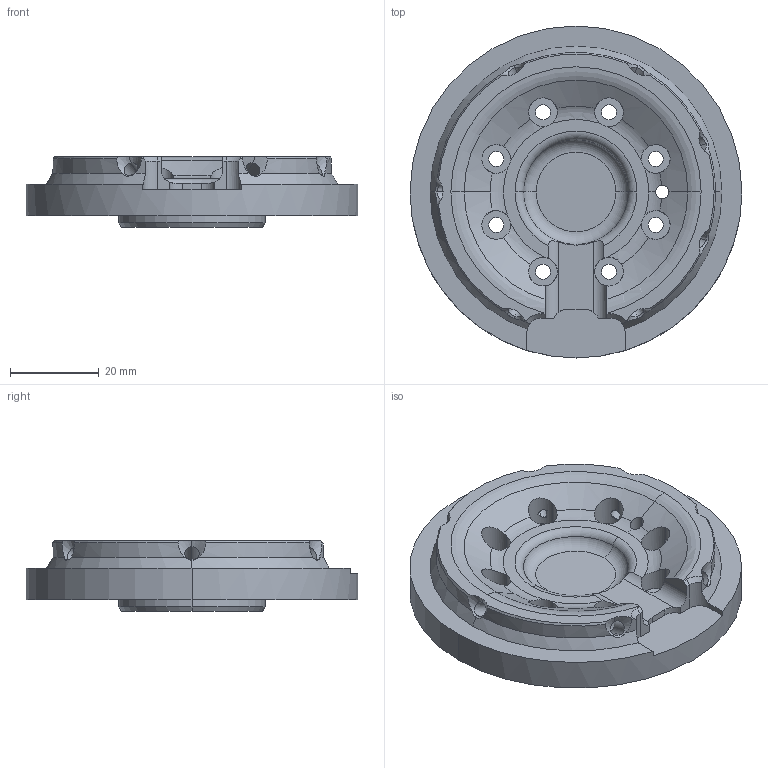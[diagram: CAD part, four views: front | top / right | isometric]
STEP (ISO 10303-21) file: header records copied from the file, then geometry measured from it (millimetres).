
FILE_DESCRIPTION (( 'STEP AP214' ), '1' );
FILE_NAME ('G-069-COUPLING_G-39-8M3-1D3.STEP', '2017-12-15T15:44:44', ( '' ), ( '' ), 'SwSTEP 2.0', 'SolidWorks 2017', '' );
FILE_SCHEMA (( 'AUTOMOTIVE_DESIGN' ));
Length unit declared in the file: millimetre
Products named in the file (1): G-069-COUPLING_G-39-8M3-1D3
Bounding box: 75 x 75 x 16 mm (x, y, z)
Volume: 40492.5 mm3; surface area: 13739.8 mm2
Topology: 1 solids, 1 shells, 157 faces, 454 edges, 289 vertices
Faces by surface type: cylinder 67, cone 50, plane 25, torus 15
Entity records: 6834 total; most frequent: CARTESIAN_POINT 2211, ORIENTED_EDGE 904, DIRECTION 809, EDGE_CURVE 452, AXIS2_PLACEMENT_3D 341, VERTEX_POINT 289, CIRCLE 183, EDGE_LOOP 179
